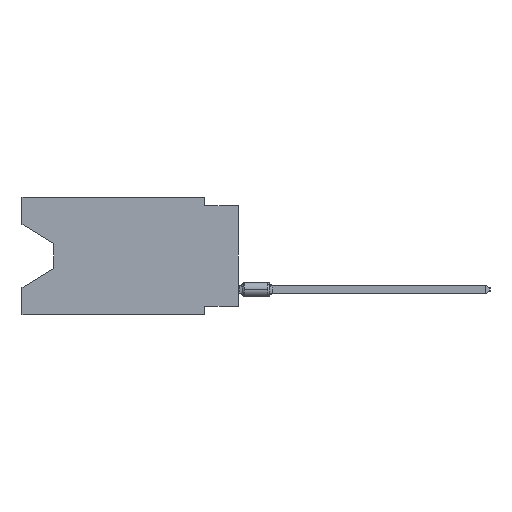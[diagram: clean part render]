
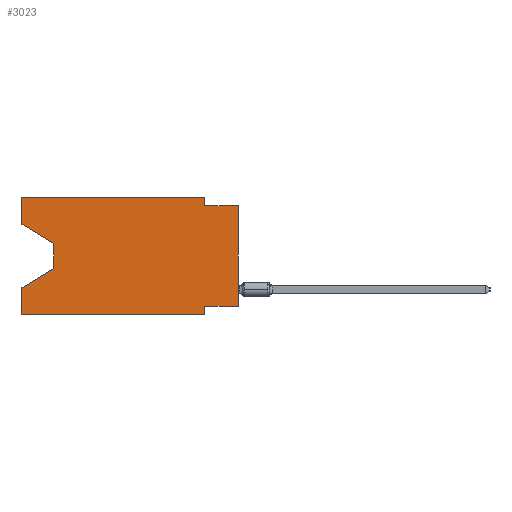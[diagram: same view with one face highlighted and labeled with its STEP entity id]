
A CAD part, left-side view. The second image highlights one B-rep face of the part: STEP entity #3023.
In plain terms, the highlighted planar face has unit normal (-1, 0, 0).
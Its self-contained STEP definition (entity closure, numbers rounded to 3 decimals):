
#738 = CARTESIAN_POINT ( 'NONE',  ( 0., 16.383, 0. ) ) ;
#885 = CARTESIAN_POINT ( 'NONE',  ( 0., 13.97, -5.385 ) ) ;
#1158 = LINE ( 'NONE', #3874, #8113 ) ;
#1548 = VERTEX_POINT ( 'NONE', #25566 ) ;
#2945 = ORIENTED_EDGE ( 'NONE', *, *, #16836, .T. ) ;
#3023 = ADVANCED_FACE ( 'NONE', ( #17816 ), #31535, .F. ) ;
#3690 = ORIENTED_EDGE ( 'NONE', *, *, #20829, .T. ) ;
#3873 = VECTOR ( 'NONE', #14084, 1000. ) ;
#3874 = CARTESIAN_POINT ( 'NONE',  ( 0., 16.383, -2.038 ) ) ;
#4150 = CARTESIAN_POINT ( 'NONE',  ( 0., 16.383, -2.038 ) ) ;
#4277 = CARTESIAN_POINT ( 'NONE',  ( 0., 0., -0.635 ) ) ;
#4717 = CARTESIAN_POINT ( 'NONE',  ( 0., 2.54, -0.635 ) ) ;
#5042 = ORIENTED_EDGE ( 'NONE', *, *, #25488, .F. ) ;
#5434 = VERTEX_POINT ( 'NONE', #9768 ) ;
#5944 = CARTESIAN_POINT ( 'NONE',  ( 0., 2.54, -8.89 ) ) ;
#6902 = DIRECTION ( 'NONE',  ( 0., 0., 1. ) ) ;
#7069 = ORIENTED_EDGE ( 'NONE', *, *, #21453, .T. ) ;
#7927 = LINE ( 'NONE', #18241, #22275 ) ;
#8113 = VECTOR ( 'NONE', #27708, 1000. ) ;
#8121 = ORIENTED_EDGE ( 'NONE', *, *, #20821, .F. ) ;
#8248 = EDGE_CURVE ( 'NONE', #20862, #10506, #17445, .T. ) ;
#9226 = DIRECTION ( 'NONE',  ( 0., 0., -1. ) ) ;
#9602 = LINE ( 'NONE', #27139, #17596 ) ;
#9670 = LINE ( 'NONE', #19333, #40689 ) ;
#9768 = CARTESIAN_POINT ( 'NONE',  ( 0., 16.383, -8.89 ) ) ;
#10040 = EDGE_LOOP ( 'NONE', ( #3690, #2945, #37394, #22533, #13409, #26389, #36817, #7069, #5042, #30537, #8121, #18269 ) ) ;
#10079 = VERTEX_POINT ( 'NONE', #27068 ) ;
#10506 = VERTEX_POINT ( 'NONE', #37769 ) ;
#10612 = LINE ( 'NONE', #35325, #23892 ) ;
#13409 = ORIENTED_EDGE ( 'NONE', *, *, #15288, .T. ) ;
#13594 = DIRECTION ( 'NONE',  ( 0., -1., 0. ) ) ;
#13990 = DIRECTION ( 'NONE',  ( 0., 0., 1. ) ) ;
#14084 = DIRECTION ( 'NONE',  ( 0., 1., 0. ) ) ;
#14454 = DIRECTION ( 'NONE',  ( 1., 0., 0. ) ) ;
#14609 = DIRECTION ( 'NONE',  ( 0., 0.855, -0.519 ) ) ;
#14711 = CARTESIAN_POINT ( 'NONE',  ( 0., 13.97, -5.385 ) ) ;
#15288 = EDGE_CURVE ( 'NONE', #5434, #10079, #44358, .T. ) ;
#15955 = CARTESIAN_POINT ( 'NONE',  ( 0., 0., -8.255 ) ) ;
#16836 = EDGE_CURVE ( 'NONE', #43677, #32873, #9670, .T. ) ;
#17084 = VECTOR ( 'NONE', #14609, 1000. ) ;
#17164 = VERTEX_POINT ( 'NONE', #4717 ) ;
#17445 = LINE ( 'NONE', #31158, #3873 ) ;
#17596 = VECTOR ( 'NONE', #6902, 1000. ) ;
#17816 = FACE_OUTER_BOUND ( 'NONE', #10040, .T. ) ;
#18241 = CARTESIAN_POINT ( 'NONE',  ( 0., 16.383, 0. ) ) ;
#18269 = ORIENTED_EDGE ( 'NONE', *, *, #19026, .F. ) ;
#19026 = EDGE_CURVE ( 'NONE', #36149, #44118, #7927, .T. ) ;
#19333 = CARTESIAN_POINT ( 'NONE',  ( 0., 13.97, -3.505 ) ) ;
#20821 = EDGE_CURVE ( 'NONE', #44118, #1548, #10612, .T. ) ;
#20829 = EDGE_CURVE ( 'NONE', #36149, #43677, #1158, .T. ) ;
#20862 = VERTEX_POINT ( 'NONE', #15955 ) ;
#21316 = VECTOR ( 'NONE', #40859, 1000. ) ;
#21453 = EDGE_CURVE ( 'NONE', #20862, #28804, #29072, .T. ) ;
#21831 = DIRECTION ( 'NONE',  ( 0., -1., 0. ) ) ;
#22275 = VECTOR ( 'NONE', #13990, 1000. ) ;
#22533 = ORIENTED_EDGE ( 'NONE', *, *, #35609, .F. ) ;
#23892 = VECTOR ( 'NONE', #21831, 1000. ) ;
#24803 = CARTESIAN_POINT ( 'NONE',  ( 0., 13.97, -3.505 ) ) ;
#25488 = EDGE_CURVE ( 'NONE', #17164, #28804, #30979, .T. ) ;
#25566 = CARTESIAN_POINT ( 'NONE',  ( 0., 2.54, 0. ) ) ;
#25733 = VECTOR ( 'NONE', #41186, 1000. ) ;
#26389 = ORIENTED_EDGE ( 'NONE', *, *, #40635, .F. ) ;
#26412 = DIRECTION ( 'NONE',  ( 0., 0., -1. ) ) ;
#27068 = CARTESIAN_POINT ( 'NONE',  ( 0., 2.54, -8.89 ) ) ;
#27096 = CARTESIAN_POINT ( 'NONE',  ( 0., 16.383, -8.89 ) ) ;
#27139 = CARTESIAN_POINT ( 'NONE',  ( 0., 16.383, 0. ) ) ;
#27708 = DIRECTION ( 'NONE',  ( 0., -0.855, -0.519 ) ) ;
#28192 = DIRECTION ( 'NONE',  ( 0., 0., 1. ) ) ;
#28804 = VERTEX_POINT ( 'NONE', #4277 ) ;
#28810 = EDGE_CURVE ( 'NONE', #32873, #39166, #31685, .T. ) ;
#29072 = LINE ( 'NONE', #35161, #31108 ) ;
#30537 = ORIENTED_EDGE ( 'NONE', *, *, #43558, .F. ) ;
#30702 = CARTESIAN_POINT ( 'NONE',  ( 0., 16.383, -6.852 ) ) ;
#30979 = LINE ( 'NONE', #41062, #21316 ) ;
#31108 = VECTOR ( 'NONE', #28192, 1000. ) ;
#31158 = CARTESIAN_POINT ( 'NONE',  ( 0., 0., -8.255 ) ) ;
#31535 = PLANE ( 'NONE',  #43046 ) ;
#31685 = LINE ( 'NONE', #885, #17084 ) ;
#32854 = VECTOR ( 'NONE', #26412, 1000. ) ;
#32873 = VERTEX_POINT ( 'NONE', #14711 ) ;
#35161 = CARTESIAN_POINT ( 'NONE',  ( 0., 0., 0. ) ) ;
#35325 = CARTESIAN_POINT ( 'NONE',  ( 0., 16.383, 0. ) ) ;
#35609 = EDGE_CURVE ( 'NONE', #5434, #39166, #9602, .T. ) ;
#36149 = VERTEX_POINT ( 'NONE', #4150 ) ;
#36817 = ORIENTED_EDGE ( 'NONE', *, *, #8248, .F. ) ;
#37386 = LINE ( 'NONE', #40968, #25733 ) ;
#37394 = ORIENTED_EDGE ( 'NONE', *, *, #28810, .T. ) ;
#37769 = CARTESIAN_POINT ( 'NONE',  ( 0., 2.54, -8.255 ) ) ;
#37992 = CARTESIAN_POINT ( 'NONE',  ( 0., 16.383, 0. ) ) ;
#38484 = DIRECTION ( 'NONE',  ( 0., 0., -1. ) ) ;
#39166 = VERTEX_POINT ( 'NONE', #30702 ) ;
#40635 = EDGE_CURVE ( 'NONE', #10506, #10079, #44110, .T. ) ;
#40689 = VECTOR ( 'NONE', #9226, 1000. ) ;
#40859 = DIRECTION ( 'NONE',  ( 0., -1., 0. ) ) ;
#40968 = CARTESIAN_POINT ( 'NONE',  ( 0., 2.54, 0. ) ) ;
#41062 = CARTESIAN_POINT ( 'NONE',  ( 0., 0., -0.635 ) ) ;
#41186 = DIRECTION ( 'NONE',  ( 0., 0., -1. ) ) ;
#42523 = VECTOR ( 'NONE', #13594, 1000. ) ;
#43046 = AXIS2_PLACEMENT_3D ( 'NONE', #738, #14454, #38484 ) ;
#43558 = EDGE_CURVE ( 'NONE', #1548, #17164, #37386, .T. ) ;
#43677 = VERTEX_POINT ( 'NONE', #24803 ) ;
#44110 = LINE ( 'NONE', #5944, #32854 ) ;
#44118 = VERTEX_POINT ( 'NONE', #37992 ) ;
#44358 = LINE ( 'NONE', #27096, #42523 ) ;
